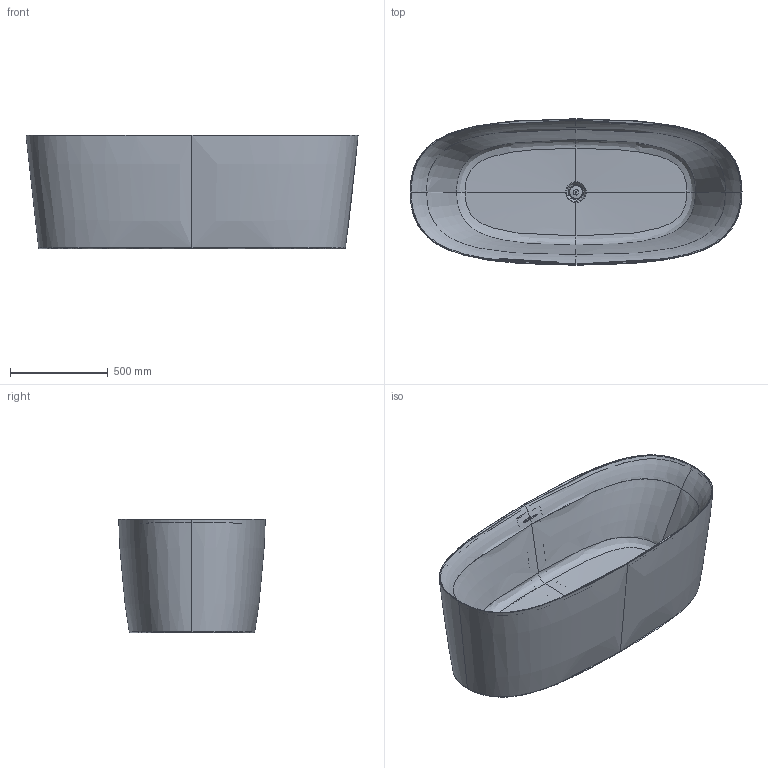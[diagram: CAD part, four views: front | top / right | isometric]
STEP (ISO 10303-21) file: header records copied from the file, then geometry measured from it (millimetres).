
FILE_DESCRIPTION(/* description */ (''),/* implementation_level */ '2;1');
FILE_NAME(/* name */ 'STEP - HY735-1700X750X580',/* time_stamp */ '2025-04-10T17:14:13+10:00',/* author */ (''),/* organization */ (''),/* preprocessor_version */ 'ST-DEVELOPER v16.5',/* originating_system */ 'Rhino 7.37',/* authorisation */ '');
FILE_SCHEMA (('AUTOMOTIVE_DESIGN'));
Products named in the file (1): Document
Bounding box: 1700 x 750 x 580.2 mm (x, y, z)
Volume: 27251351.7 mm3; surface area: 11006379.3 mm2
Topology: 46 solids, 48 shells, 2133 faces, 5667 edges, 3533 vertices
Faces by surface type: cylinder 1019, bspline 687, plane 427
Full cylindrical faces by diameter (mm): 1.27 x3, 2.459 x5, 3 x5, 5 x29, 5.6 x1, 5.7 x1, 6.5 x1, 6.6 x1, 6.65 x1, 6.7 x5, 7.8 x12, 8 x6, 10.16 x1, 11.3 x260, 12 x2, 13.3 x264, 13.6 x1, 14 x1, 14.376 x2, 14.5 x1, 16 x8, 16.8 x1, 27.18 x1, 29.5 x1, 29.74 x2, 30.4 x4, 33.3 x1, 33.66 x2, 36.5 x1, 41.8 x1
Entity records: 233410 total; most frequent: CARTESIAN_POINT 197601, ORIENTED_EDGE 11076, EDGE_CURVE 5541, B_SPLINE_CURVE_WITH_KNOTS 4222, VERTEX_POINT 3533, EDGE_LOOP 2300, ADVANCED_FACE 2133, FACE_OUTER_BOUND 2133
